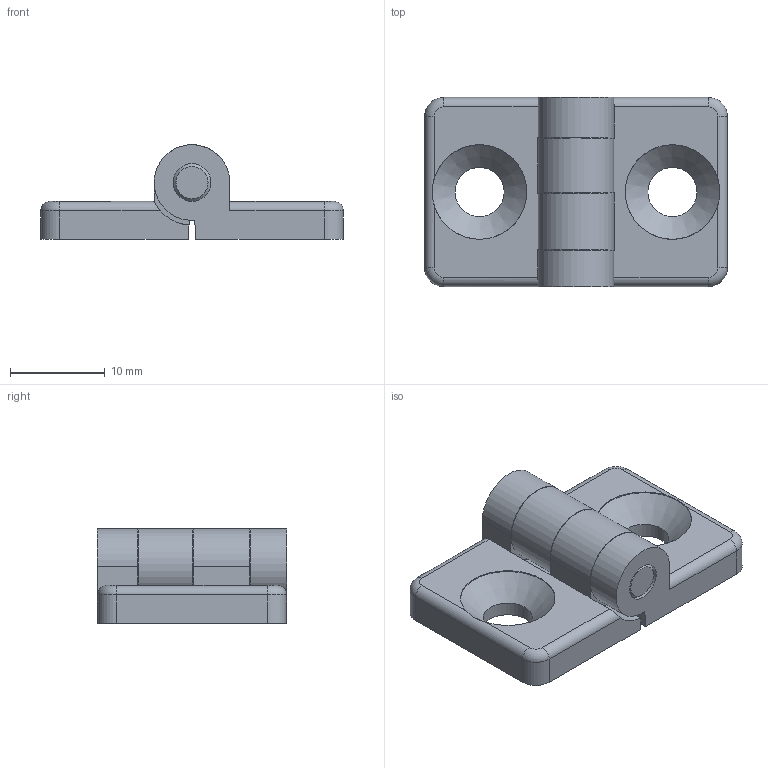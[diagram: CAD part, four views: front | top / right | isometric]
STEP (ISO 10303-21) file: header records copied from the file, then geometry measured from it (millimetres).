
FILE_DESCRIPTION(/* description */ ('STEP AP214'),/* implementation_level */ '2;1');
FILE_NAME(/* name */ '095022F00(0high)',/* time_stamp */ '2025-06-26T05:10:49+02:00',/* author */ ('License CC BY-ND 4.0'),/* organization */ ('CADENAS'),/* preprocessor_version */ 'ST-DEVELOPER v19.3',/* originating_system */ 'PARTsolutions',/* authorisation */ ' ');
FILE_SCHEMA (('AUTOMOTIVE_DESIGN {1 0 10303 214 3 1 1}'));
Length unit declared in the file: millimetre
Products named in the file (4): 095022F00(0high); 095022F00(0high)_1; 095022F00(0high)_2; 095022F00(0high)_3
Assembly tree (3 placements, depth 2):
  095022F00(0high)
    095022F00(0high)_1
    095022F00(0high)_2
    095022F00(0high)_3
Bounding box: 32 x 20 x 10 mm (x, y, z)
Volume: 2959.4 mm3; surface area: 2873.4 mm2
Topology: 3 solids, 3 shells, 59 faces, 151 edges, 96 vertices
Faces by surface type: cylinder 27, plane 24, torus 4, cone 4
Full cylindrical faces by diameter (mm): 4 x5, 5.2 x2, 10 x2
Entity records: 1841 total; most frequent: DIRECTION 316, CARTESIAN_POINT 309, ORIENTED_EDGE 272, EDGE_CURVE 136, AXIS2_PLACEMENT_3D 121, VERTEX_POINT 94, EDGE_LOOP 82, FACE_BOUND 82
